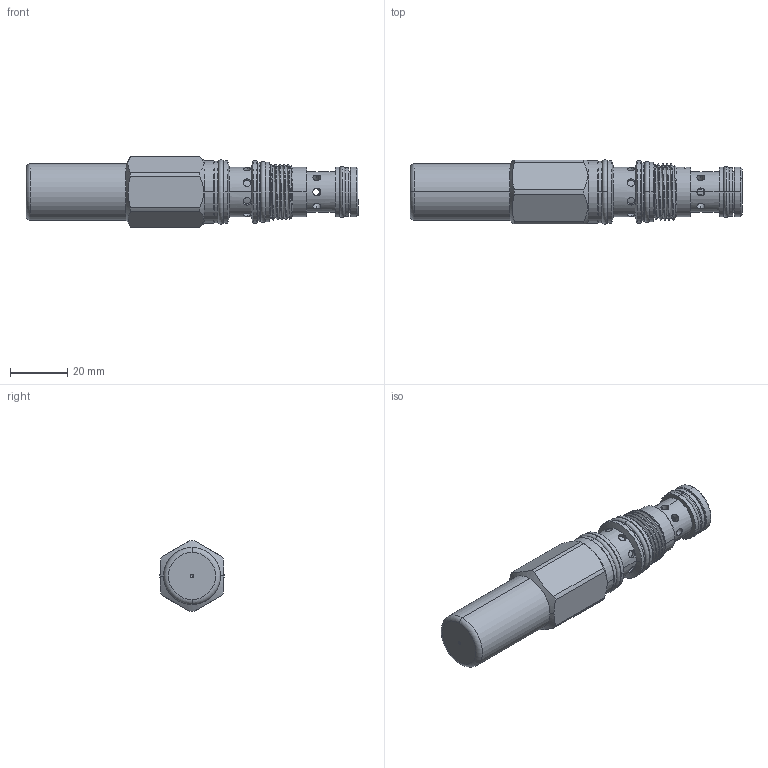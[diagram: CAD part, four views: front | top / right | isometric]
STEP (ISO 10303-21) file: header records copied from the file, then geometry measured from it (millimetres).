
FILE_DESCRIPTION (( 'STEP AP203' ), '1' );
FILE_NAME ('PD11A30-C.STEP', '2016-07-25T01:14:46', ( '' ), ( '' ), 'SwSTEP 2.0', 'SolidWorks 2012', '' );
FILE_SCHEMA (( 'CONFIG_CONTROL_DESIGN' ));
Length unit declared in the file: millimetre
Products named in the file (1): PD11A30-C
Bounding box: 116.42 x 22.55 x 24.84 mm (x, y, z)
Volume: 30403.2 mm3; surface area: 15003.8 mm2
Topology: 5 solids, 11 shells, 371 faces, 908 edges, 571 vertices
Faces by surface type: cylinder 211, plane 69, cone 58, torus 26, bspline 7
Entity records: 20507 total; most frequent: CARTESIAN_POINT 11958, ORIENTED_EDGE 1812, DIRECTION 1726, EDGE_CURVE 906, AXIS2_PLACEMENT_3D 711, VERTEX_POINT 571, EDGE_LOOP 431, ADVANCED_FACE 371
